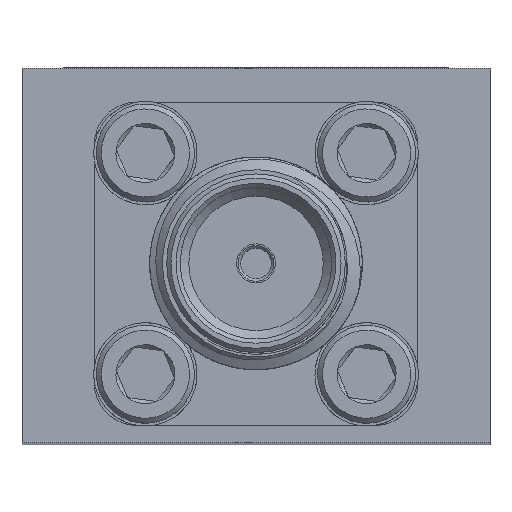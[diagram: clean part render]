
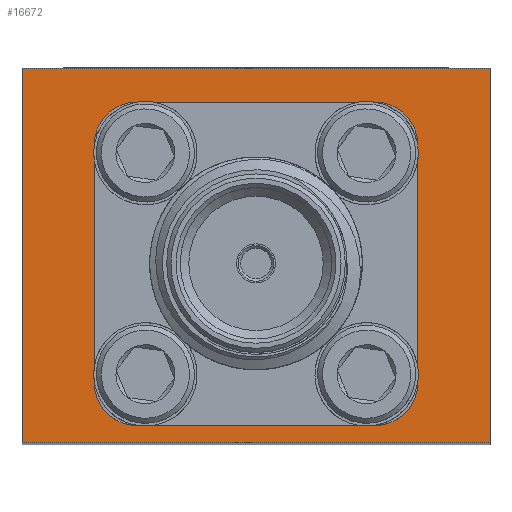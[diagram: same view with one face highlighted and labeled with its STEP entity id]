
A CAD part, top view. The second image highlights one B-rep face of the part: STEP entity #16672.
In plain terms, the highlighted planar face has unit normal (0, 0, 1).
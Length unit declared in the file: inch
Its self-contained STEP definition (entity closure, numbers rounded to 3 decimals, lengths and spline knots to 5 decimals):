
#606 = CARTESIAN_POINT ( 'NONE',  ( 0.14, 0.13, 0.8 ) ) ;
#704 = CARTESIAN_POINT ( 'NONE',  ( -0.14, 0.13, 0.8 ) ) ;
#970 = VERTEX_POINT ( 'NONE', #12263 ) ;
#1182 = VERTEX_POINT ( 'NONE', #2482 ) ;
#1211 = CARTESIAN_POINT ( 'NONE',  ( -0.14, -0.15, 0.8 ) ) ;
#1356 = DIRECTION ( 'NONE',  ( -1., 0., 0. ) ) ;
#1606 = VECTOR ( 'NONE', #12039, 39.37008 ) ;
#1727 = CIRCLE ( 'NONE', #11223, 0.05 ) ;
#1745 = CIRCLE ( 'NONE', #4988, 0.05 ) ;
#1798 = DIRECTION ( 'NONE',  ( 0., 0., -1. ) ) ;
#1900 = CARTESIAN_POINT ( 'NONE',  ( -0.19, 0.18, 0.8 ) ) ;
#2248 = EDGE_CURVE ( 'NONE', #14746, #7829, #15239, .T. ) ;
#2392 = VECTOR ( 'NONE', #2579, 39.37008 ) ;
#2400 = DIRECTION ( 'NONE',  ( 0., 0., -1. ) ) ;
#2482 = CARTESIAN_POINT ( 'NONE',  ( -0.275, -0.22, 0.8 ) ) ;
#2483 = CARTESIAN_POINT ( 'NONE',  ( 0.14, -0.15, 0.8 ) ) ;
#2579 = DIRECTION ( 'NONE',  ( 1., 0., 0. ) ) ;
#2673 = VECTOR ( 'NONE', #11511, 39.37008 ) ;
#3207 = ORIENTED_EDGE ( 'NONE', *, *, #13386, .T. ) ;
#3448 = DIRECTION ( 'NONE',  ( 0., -1., 0. ) ) ;
#4032 = EDGE_CURVE ( 'NONE', #4483, #15501, #9717, .T. ) ;
#4192 = AXIS2_PLACEMENT_3D ( 'NONE', #2483, #10143, #8945 ) ;
#4245 = EDGE_LOOP ( 'NONE', ( #3207, #4338, #11819, #5080 ) ) ;
#4323 = EDGE_CURVE ( 'NONE', #11331, #12770, #6791, .T. ) ;
#4338 = ORIENTED_EDGE ( 'NONE', *, *, #13863, .T. ) ;
#4396 = CARTESIAN_POINT ( 'NONE',  ( -0.14, -0.2, 0.8 ) ) ;
#4483 = VERTEX_POINT ( 'NONE', #5071 ) ;
#4520 = DIRECTION ( 'NONE',  ( -1., 0., 0. ) ) ;
#4882 = ORIENTED_EDGE ( 'NONE', *, *, #16482, .F. ) ;
#4886 = LINE ( 'NONE', #12605, #2392 ) ;
#4974 = LINE ( 'NONE', #10170, #2673 ) ;
#4988 = AXIS2_PLACEMENT_3D ( 'NONE', #1211, #2400, #15278 ) ;
#5071 = CARTESIAN_POINT ( 'NONE',  ( 0.14, 0.18, 0.8 ) ) ;
#5080 = ORIENTED_EDGE ( 'NONE', *, *, #8055, .T. ) ;
#5613 = FACE_BOUND ( 'NONE', #10617, .T. ) ;
#5744 = CARTESIAN_POINT ( 'NONE',  ( -0.275, -0.22, 0.8 ) ) ;
#5875 = DIRECTION ( 'NONE',  ( -1., 0., 0. ) ) ;
#6014 = CARTESIAN_POINT ( 'NONE',  ( 0.14, -0.2, 0.8 ) ) ;
#6125 = EDGE_CURVE ( 'NONE', #13889, #1182, #13883, .T. ) ;
#6338 = ORIENTED_EDGE ( 'NONE', *, *, #15531, .T. ) ;
#6489 = ORIENTED_EDGE ( 'NONE', *, *, #13566, .T. ) ;
#6726 = EDGE_CURVE ( 'NONE', #14746, #12770, #15035, .T. ) ;
#6791 = LINE ( 'NONE', #11955, #1606 ) ;
#7544 = VERTEX_POINT ( 'NONE', #16388 ) ;
#7829 = VERTEX_POINT ( 'NONE', #10918 ) ;
#7898 = CARTESIAN_POINT ( 'NONE',  ( -0.275, 0.22, 0.8 ) ) ;
#8055 = EDGE_CURVE ( 'NONE', #1182, #970, #4886, .T. ) ;
#8137 = CARTESIAN_POINT ( 'NONE',  ( -0.19, 0.13, 0.8 ) ) ;
#8249 = PLANE ( 'NONE',  #12051 ) ;
#8595 = ORIENTED_EDGE ( 'NONE', *, *, #14275, .T. ) ;
#8920 = DIRECTION ( 'NONE',  ( -1., 0., 0. ) ) ;
#8945 = DIRECTION ( 'NONE',  ( -1., 0., 0. ) ) ;
#9163 = LINE ( 'NONE', #7898, #15149 ) ;
#9193 = ORIENTED_EDGE ( 'NONE', *, *, #2248, .F. ) ;
#9717 = LINE ( 'NONE', #1900, #16254 ) ;
#9793 = DIRECTION ( 'NONE',  ( 0., -1., 0. ) ) ;
#10032 = CIRCLE ( 'NONE', #13544, 0.05 ) ;
#10143 = DIRECTION ( 'NONE',  ( 0., 0., -1. ) ) ;
#10170 = CARTESIAN_POINT ( 'NONE',  ( 0.275, -0.22, 0.8 ) ) ;
#10472 = VECTOR ( 'NONE', #11357, 39.37008 ) ;
#10477 = ORIENTED_EDGE ( 'NONE', *, *, #6726, .T. ) ;
#10617 = EDGE_LOOP ( 'NONE', ( #4882, #8595, #16011, #6489, #9193, #10477, #14435, #6338 ) ) ;
#10878 = CARTESIAN_POINT ( 'NONE',  ( -0.19, -0.2, 0.8 ) ) ;
#10918 = CARTESIAN_POINT ( 'NONE',  ( 0.19, 0.13, 0.8 ) ) ;
#11046 = LINE ( 'NONE', #10878, #15025 ) ;
#11063 = VECTOR ( 'NONE', #3448, 39.37008 ) ;
#11067 = CARTESIAN_POINT ( 'NONE',  ( -0.14, 0.18, 0.8 ) ) ;
#11218 = DIRECTION ( 'NONE',  ( -1., 0., 0. ) ) ;
#11223 = AXIS2_PLACEMENT_3D ( 'NONE', #704, #12333, #5875 ) ;
#11331 = VERTEX_POINT ( 'NONE', #4396 ) ;
#11357 = DIRECTION ( 'NONE',  ( 0., 1., 0. ) ) ;
#11511 = DIRECTION ( 'NONE',  ( 0., 1., 0. ) ) ;
#11784 = CARTESIAN_POINT ( 'NONE',  ( -0.275, 0.22, 0.8 ) ) ;
#11819 = ORIENTED_EDGE ( 'NONE', *, *, #6125, .T. ) ;
#11955 = CARTESIAN_POINT ( 'NONE',  ( -0.19, -0.2, 0.8 ) ) ;
#12039 = DIRECTION ( 'NONE',  ( 1., 0., 0. ) ) ;
#12051 = AXIS2_PLACEMENT_3D ( 'NONE', #13421, #1798, #8920 ) ;
#12263 = CARTESIAN_POINT ( 'NONE',  ( 0.275, -0.22, 0.8 ) ) ;
#12333 = DIRECTION ( 'NONE',  ( 0., 0., -1. ) ) ;
#12605 = CARTESIAN_POINT ( 'NONE',  ( -0.275, -0.22, 0.8 ) ) ;
#12770 = VERTEX_POINT ( 'NONE', #6014 ) ;
#13350 = CARTESIAN_POINT ( 'NONE',  ( 0.19, -0.15, 0.8 ) ) ;
#13386 = EDGE_CURVE ( 'NONE', #970, #7544, #4974, .T. ) ;
#13421 = CARTESIAN_POINT ( 'NONE',  ( 0., 0., 0.8 ) ) ;
#13544 = AXIS2_PLACEMENT_3D ( 'NONE', #606, #16133, #11218 ) ;
#13566 = EDGE_CURVE ( 'NONE', #4483, #7829, #10032, .T. ) ;
#13863 = EDGE_CURVE ( 'NONE', #7544, #13889, #9163, .T. ) ;
#13883 = LINE ( 'NONE', #5744, #11063 ) ;
#13889 = VERTEX_POINT ( 'NONE', #11784 ) ;
#13976 = CARTESIAN_POINT ( 'NONE',  ( 0.19, -0.2, 0.8 ) ) ;
#14061 = CARTESIAN_POINT ( 'NONE',  ( -0.19, -0.15, 0.8 ) ) ;
#14151 = VERTEX_POINT ( 'NONE', #14061 ) ;
#14275 = EDGE_CURVE ( 'NONE', #14460, #15501, #1727, .T. ) ;
#14435 = ORIENTED_EDGE ( 'NONE', *, *, #4323, .F. ) ;
#14460 = VERTEX_POINT ( 'NONE', #8137 ) ;
#14687 = FACE_OUTER_BOUND ( 'NONE', #4245, .T. ) ;
#14746 = VERTEX_POINT ( 'NONE', #13350 ) ;
#15025 = VECTOR ( 'NONE', #9793, 39.37008 ) ;
#15035 = CIRCLE ( 'NONE', #4192, 0.05 ) ;
#15149 = VECTOR ( 'NONE', #1356, 39.37008 ) ;
#15239 = LINE ( 'NONE', #13976, #10472 ) ;
#15278 = DIRECTION ( 'NONE',  ( -1., 0., 0. ) ) ;
#15501 = VERTEX_POINT ( 'NONE', #11067 ) ;
#15531 = EDGE_CURVE ( 'NONE', #11331, #14151, #1745, .T. ) ;
#16011 = ORIENTED_EDGE ( 'NONE', *, *, #4032, .F. ) ;
#16133 = DIRECTION ( 'NONE',  ( 0., 0., -1. ) ) ;
#16254 = VECTOR ( 'NONE', #4520, 39.37008 ) ;
#16388 = CARTESIAN_POINT ( 'NONE',  ( 0.275, 0.22, 0.8 ) ) ;
#16482 = EDGE_CURVE ( 'NONE', #14460, #14151, #11046, .T. ) ;
#16672 = ADVANCED_FACE ( 'NONE', ( #5613, #14687 ), #8249, .F. ) ;
